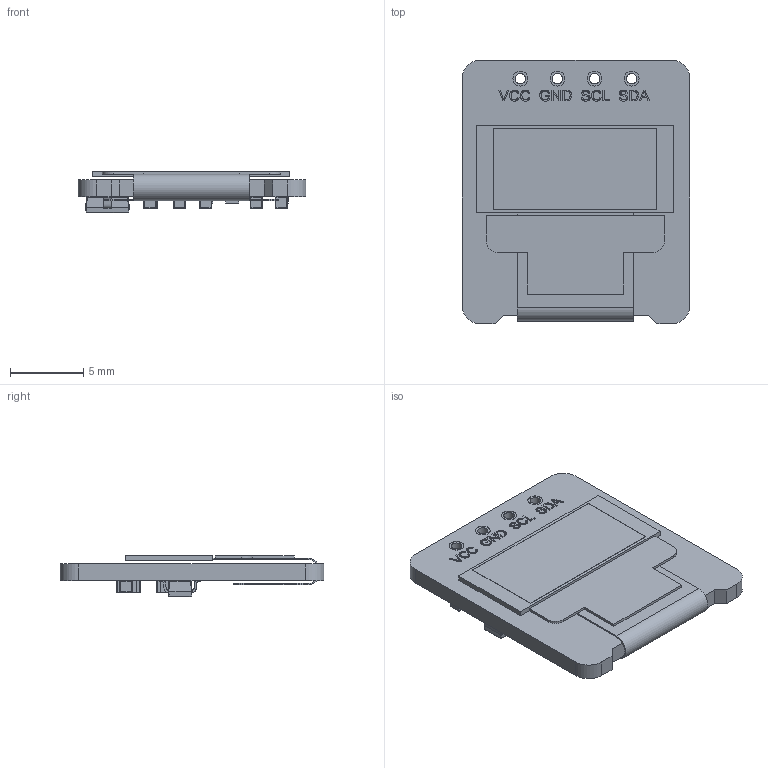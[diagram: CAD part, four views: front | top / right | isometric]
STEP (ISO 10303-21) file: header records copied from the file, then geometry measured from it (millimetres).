
FILE_DESCRIPTION(/* description */ ('Unknown'),/* implementation_level */ '2;1');
FILE_NAME(/* name */ '0.49 OLEd Assembly - No Glass',/* time_stamp */ '2018-11-02T15:43:47-04:00',/* author */ ('Unknown'),/* organization */ ('Unknown'),/* preprocessor_version */ 'ST-DEVELOPER v16.7',/* originating_system */ 'DEX',/* authorisation */ $);
FILE_SCHEMA (('AUTOMOTIVE_DESIGN {1 0 10303 214 3 1 1}'));
Length unit declared in the file: millimetre
Products named in the file (6): 0.49 OLEd Assembly - No Glass; 0.49 OLED Board; 0.49 inch OLED 64x32 - Without glass - Reverse Mount; 0603 Resistor; 0603 Capacitor; SOT23-3
Assembly tree (16 placements, depth 2):
  0.49 OLEd Assembly - No Glass
    0.49 OLED Board
    0.49 inch OLED 64x32 - Without glass - Reverse Mount
    0603 Resistor  x5
    0603 Capacitor  x8
    SOT23-3
Bounding box: 15.6 x 18.06 x 2.82 mm (x, y, z)
Volume: 378.5 mm3; surface area: 1234.7 mm2
Topology: 16 solids, 36 shells, 1014 faces, 2367 edges, 1538 vertices
Faces by surface type: plane 761, bspline 151, cylinder 102
Full cylindrical faces by diameter (mm): 0.711 x4, 1 x2, 1.016 x4
Entity records: 30237 total; most frequent: CARTESIAN_POINT 10440, ORIENTED_EDGE 3320, DIRECTION 2340, EDGE_CURVE 1660, VERTEX_POINT 1098, LINE 980, VECTOR 980, EDGE_LOOP 800
